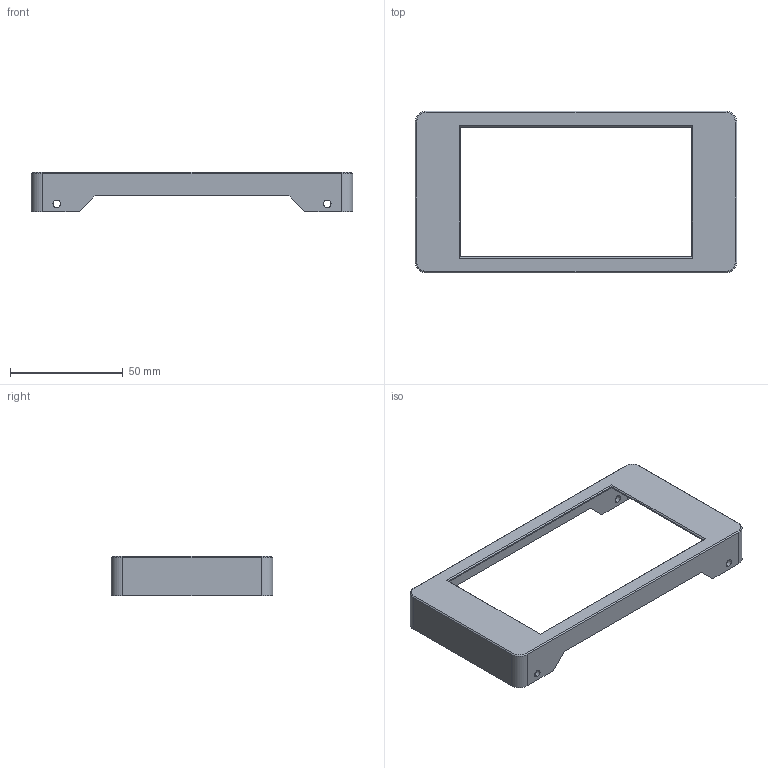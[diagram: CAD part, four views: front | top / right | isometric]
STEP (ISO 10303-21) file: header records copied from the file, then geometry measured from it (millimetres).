
FILE_DESCRIPTION (( 'STEP AP203' ), '1' );
FILE_NAME ('红米2A前盖板.STEP', '2023-09-07T14:44:27', ( 'Leo' ), ( '' ), 'SwSTEP 2.0', 'SolidWorks 2018', '' );
FILE_SCHEMA (( 'CONFIG_CONTROL_DESIGN' ));
Length unit declared in the file: millimetre
Products named in the file (1): 綻譙2Aヶ裔啣
Bounding box: 142.5 x 71.6 x 17.5 mm (x, y, z)
Volume: 15304.6 mm3; surface area: 20271.4 mm2
Topology: 1 solids, 1 shells, 64 faces, 174 edges, 112 vertices
Faces by surface type: plane 36, cylinder 24, cone 4
Entity records: 2111 total; most frequent: DIRECTION 356, CARTESIAN_POINT 351, ORIENTED_EDGE 348, EDGE_CURVE 174, LINE 122, VECTOR 122, AXIS2_PLACEMENT_3D 117, VERTEX_POINT 112
